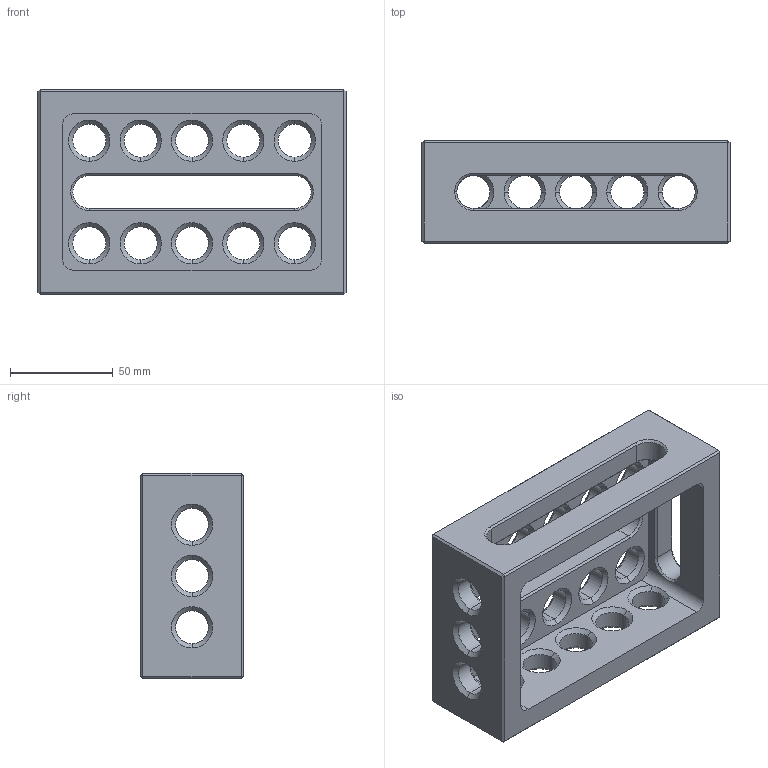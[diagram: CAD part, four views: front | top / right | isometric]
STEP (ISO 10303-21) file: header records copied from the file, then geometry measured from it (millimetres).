
FILE_DESCRIPTION (( 'STEP AP203' ), '1' );
FILE_NAME ('160301_150x100x50.step', '2014-08-11T15:31:02', ( 'User' ), ( '' ), 'SwSTEP 2.0', 'SolidWorks 2014', '' );
FILE_SCHEMA (( 'CONFIG_CONTROL_DESIGN' ));
Length unit declared in the file: millimetre
Products named in the file (1): 160301_150x100x50
Bounding box: 150 x 50 x 100 mm (x, y, z)
Volume: 282156.7 mm3; surface area: 68776.4 mm2
Topology: 1 solids, 1 shells, 195 faces, 462 edges, 264 vertices
Faces by surface type: cone 88, plane 51, cylinder 48, bspline 8
Entity records: 6753 total; most frequent: CARTESIAN_POINT 2108, DIRECTION 986, ORIENTED_EDGE 924, EDGE_CURVE 462, AXIS2_PLACEMENT_3D 374, VERTEX_POINT 264, LINE 238, VECTOR 238
